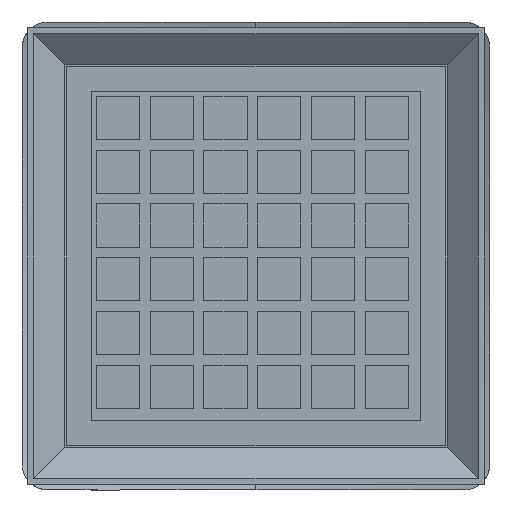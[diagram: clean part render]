
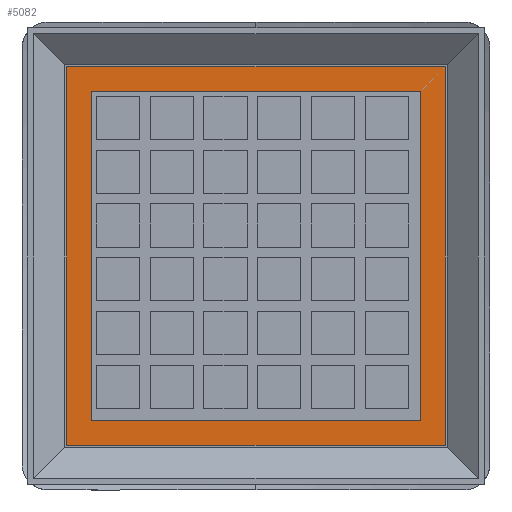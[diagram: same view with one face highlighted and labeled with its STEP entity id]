
A CAD part, left-side view. The second image highlights one B-rep face of the part: STEP entity #5082.
In plain terms, the highlighted planar face has unit normal (-1, 0, 0).
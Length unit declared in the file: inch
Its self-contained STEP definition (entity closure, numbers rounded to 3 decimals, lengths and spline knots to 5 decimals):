
#197 = LINE ( 'NONE', #5104, #2237 ) ;
#357 = VECTOR ( 'NONE', #1214, 39.37008 ) ;
#506 = CARTESIAN_POINT ( 'NONE',  ( 0., 0., 4.90157 ) ) ;
#637 = LINE ( 'NONE', #3998, #357 ) ;
#934 = CARTESIAN_POINT ( 'NONE',  ( 0., 0., 0. ) ) ;
#1113 = ORIENTED_EDGE ( 'NONE', *, *, #3346, .F. ) ;
#1184 = DIRECTION ( 'NONE',  ( 0., 0., -1. ) ) ;
#1214 = DIRECTION ( 'NONE',  ( 0., -1., 0. ) ) ;
#1551 = EDGE_CURVE ( 'NONE', #6789, #6179, #4401, .T. ) ;
#1566 = ORIENTED_EDGE ( 'NONE', *, *, #6509, .F. ) ;
#1752 = CARTESIAN_POINT ( 'NONE',  ( 0., 5.62992, 5.62992 ) ) ;
#2051 = EDGE_LOOP ( 'NONE', ( #3266, #5277, #4688, #3862 ) ) ;
#2061 = ORIENTED_EDGE ( 'NONE', *, *, #4847, .F. ) ;
#2237 = VECTOR ( 'NONE', #3407, 39.37008 ) ;
#2270 = VECTOR ( 'NONE', #5701, 39.37008 ) ;
#2468 = CARTESIAN_POINT ( 'NONE',  ( 0., 5.62992, 5.62992 ) ) ;
#2559 = EDGE_CURVE ( 'NONE', #2890, #2816, #4946, .T. ) ;
#2567 = LINE ( 'NONE', #3141, #6367 ) ;
#2739 = CARTESIAN_POINT ( 'NONE',  ( 0., -4.90157, 4.90157 ) ) ;
#2816 = VERTEX_POINT ( 'NONE', #3646 ) ;
#2890 = VERTEX_POINT ( 'NONE', #2739 ) ;
#3058 = EDGE_CURVE ( 'NONE', #2816, #5549, #6117, .T. ) ;
#3104 = VERTEX_POINT ( 'NONE', #5224 ) ;
#3141 = CARTESIAN_POINT ( 'NONE',  ( 0., -4.90157, 0. ) ) ;
#3266 = ORIENTED_EDGE ( 'NONE', *, *, #3058, .F. ) ;
#3346 = EDGE_CURVE ( 'NONE', #5788, #6789, #6284, .T. ) ;
#3407 = DIRECTION ( 'NONE',  ( 0., 0., -1. ) ) ;
#3486 = VECTOR ( 'NONE', #4456, 39.37008 ) ;
#3519 = CARTESIAN_POINT ( 'NONE',  ( 0., -5.62992, 5.62992 ) ) ;
#3600 = VECTOR ( 'NONE', #3871, 39.37008 ) ;
#3646 = CARTESIAN_POINT ( 'NONE',  ( 0., 4.90157, 4.90157 ) ) ;
#3677 = FACE_BOUND ( 'NONE', #2051, .T. ) ;
#3785 = CARTESIAN_POINT ( 'NONE',  ( 0., -5.62992, -5.62992 ) ) ;
#3846 = EDGE_CURVE ( 'NONE', #3104, #2890, #2567, .T. ) ;
#3862 = ORIENTED_EDGE ( 'NONE', *, *, #5654, .F. ) ;
#3871 = DIRECTION ( 'NONE',  ( 0., 1., 0. ) ) ;
#3986 = VERTEX_POINT ( 'NONE', #3785 ) ;
#3998 = CARTESIAN_POINT ( 'NONE',  ( 0., 0., -4.90157 ) ) ;
#4060 = ORIENTED_EDGE ( 'NONE', *, *, #1551, .F. ) ;
#4080 = LINE ( 'NONE', #5091, #2270 ) ;
#4119 = DIRECTION ( 'NONE',  ( 1., 0., 0. ) ) ;
#4401 = LINE ( 'NONE', #4910, #4848 ) ;
#4456 = DIRECTION ( 'NONE',  ( 0., 0., 1. ) ) ;
#4688 = ORIENTED_EDGE ( 'NONE', *, *, #3846, .F. ) ;
#4749 = VECTOR ( 'NONE', #1184, 39.37008 ) ;
#4847 = EDGE_CURVE ( 'NONE', #6179, #3986, #197, .T. ) ;
#4848 = VECTOR ( 'NONE', #7116, 39.37008 ) ;
#4910 = CARTESIAN_POINT ( 'NONE',  ( 0., -5.62992, 5.62992 ) ) ;
#4946 = LINE ( 'NONE', #506, #3600 ) ;
#5082 = ADVANCED_FACE ( 'NONE', ( #6417, #3677 ), #5877, .F. ) ;
#5091 = CARTESIAN_POINT ( 'NONE',  ( 0., 0., -5.62992 ) ) ;
#5104 = CARTESIAN_POINT ( 'NONE',  ( 0., -5.62992, -5.62992 ) ) ;
#5224 = CARTESIAN_POINT ( 'NONE',  ( 0., -4.90157, -4.90157 ) ) ;
#5277 = ORIENTED_EDGE ( 'NONE', *, *, #2559, .F. ) ;
#5341 = DIRECTION ( 'NONE',  ( 0., 1., 0. ) ) ;
#5412 = EDGE_LOOP ( 'NONE', ( #2061, #4060, #1113, #1566 ) ) ;
#5549 = VERTEX_POINT ( 'NONE', #7132 ) ;
#5654 = EDGE_CURVE ( 'NONE', #5549, #3104, #637, .T. ) ;
#5701 = DIRECTION ( 'NONE',  ( 0., 1., 0. ) ) ;
#5756 = CARTESIAN_POINT ( 'NONE',  ( 0., 5.62992, -5.62992 ) ) ;
#5758 = AXIS2_PLACEMENT_3D ( 'NONE', #934, #4119, #5341 ) ;
#5788 = VERTEX_POINT ( 'NONE', #5756 ) ;
#5846 = DIRECTION ( 'NONE',  ( 0., 0., 1. ) ) ;
#5877 = PLANE ( 'NONE',  #5758 ) ;
#6117 = LINE ( 'NONE', #6664, #4749 ) ;
#6179 = VERTEX_POINT ( 'NONE', #3519 ) ;
#6284 = LINE ( 'NONE', #2468, #3486 ) ;
#6367 = VECTOR ( 'NONE', #5846, 39.37008 ) ;
#6417 = FACE_OUTER_BOUND ( 'NONE', #5412, .T. ) ;
#6509 = EDGE_CURVE ( 'NONE', #3986, #5788, #4080, .T. ) ;
#6664 = CARTESIAN_POINT ( 'NONE',  ( 0., 4.90157, 0. ) ) ;
#6789 = VERTEX_POINT ( 'NONE', #1752 ) ;
#7116 = DIRECTION ( 'NONE',  ( 0., -1., 0. ) ) ;
#7132 = CARTESIAN_POINT ( 'NONE',  ( 0., 4.90157, -4.90157 ) ) ;
